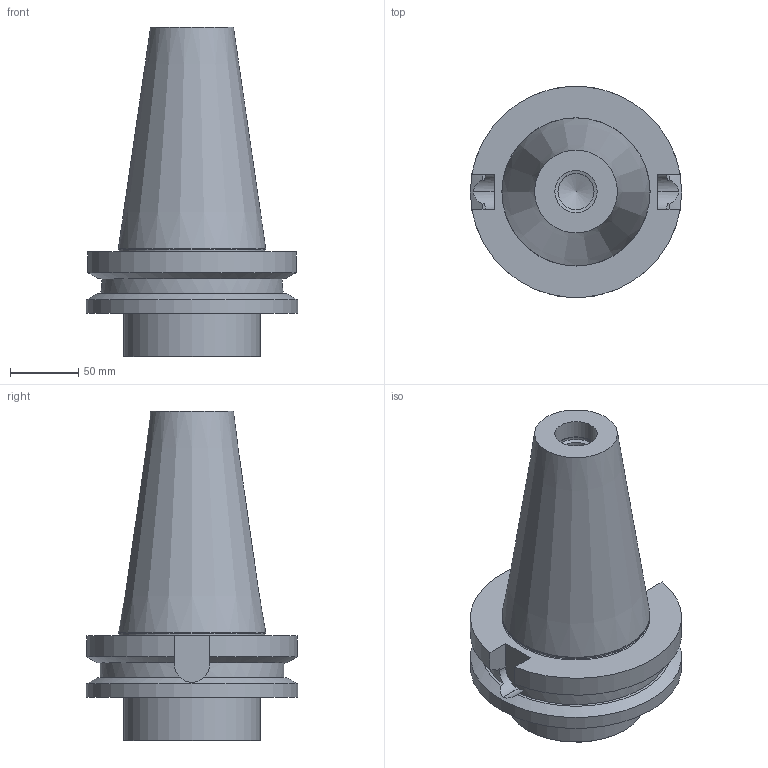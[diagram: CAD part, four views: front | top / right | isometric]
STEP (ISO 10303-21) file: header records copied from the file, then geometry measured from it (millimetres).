
FILE_DESCRIPTION(/* description */ (''),/* implementation_level */ '2;1');
FILE_NAME(/* name */ '2712_1_3d.stp',/* time_stamp */ '2017-02-08T08:57:09+01:00',/* author */ (''),/* organization */ ('SMS'),/* preprocessor_version */ 'ST-DEVELOPER v15',/* originating_system */ 'SIEMENS PLM Software NX 8.5',/* authorisation */ '');
FILE_SCHEMA (('AUTOMOTIVE_DESIGN { 1 0 10303 214 3 1 1 1 }'));
Length unit declared in the file: millimetre
Products named in the file (1): 2712_1_3D
Bounding box: 154.97 x 154.97 x 241.8 mm (x, y, z)
Volume: 1921176.3 mm3; surface area: 120079.5 mm2
Topology: 1 solids, 1 shells, 40 faces, 102 edges, 66 vertices
Faces by surface type: plane 16, cylinder 14, cone 9, torus 1
Full cylindrical faces by diameter (mm): 26.5 x1, 31.02 x1, 31.47 x1, 100 x1, 107.5 x1, 154.969 x1
Entity records: 1167 total; most frequent: CARTESIAN_POINT 235, DIRECTION 192, ORIENTED_EDGE 164, EDGE_CURVE 82, AXIS2_PLACEMENT_3D 78, VERTEX_POINT 61, EDGE_LOOP 56, ADVANCED_FACE 40
